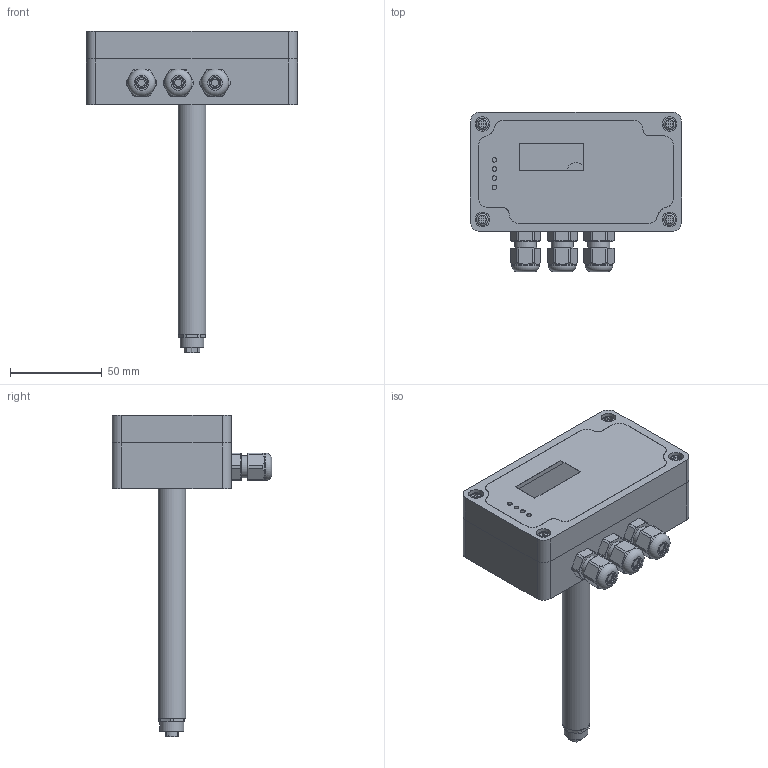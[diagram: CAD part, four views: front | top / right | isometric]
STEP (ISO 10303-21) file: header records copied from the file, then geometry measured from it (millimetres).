
FILE_DESCRIPTION(/* description */ (''),/* implementation_level */ '2;1');
FILE_NAME(/* name */ 'Mi-xxxK1xx.step',/* time_stamp */ '2021-07-20T10:27:54+02:00',/* author */ (''),/* organization */ (''),/* preprocessor_version */ 'ST-DEVELOPER v18.1',/* originating_system */ 'Autodesk Translation Framework v10.9.0.1377',/* authorisation */ '');
FILE_SCHEMA (('AUTOMOTIVE_DESIGN { 1 0 10303 214 3 1 1 }'));
Length unit declared in the file: millimetre
Products named in the file (5): Mi-xxxK1xx; M12_dlawnica; sruba_M4; Tuleja_K1; E2-xx
Assembly tree (9 placements, depth 3):
  Mi-xxxK1xx
    M12_dlawnica  x3
    sruba_M4  x4
    Tuleja_K1
      E2-xx
Bounding box: 115 x 87 x 175 mm (x, y, z)
Volume: 95352.7 mm3; surface area: 81824.1 mm2
Topology: 12 solids, 12 shells, 456 faces, 1090 edges, 707 vertices
Faces by surface type: plane 225, cylinder 163, cone 48, torus 20
Full cylindrical faces by diameter (mm): 1.2 x7, 2.5 x4, 4 x15, 5 x2, 5.5 x3, 6.5 x4, 8 x8, 9.957 x3, 10 x4, 11 x1, 12 x8, 13 x1, 15 x4
Entity records: 8579 total; most frequent: DIRECTION 1521, CARTESIAN_POINT 1489, ORIENTED_EDGE 1372, EDGE_CURVE 686, AXIS2_PLACEMENT_3D 567, VERTEX_POINT 451, LINE 387, VECTOR 387
